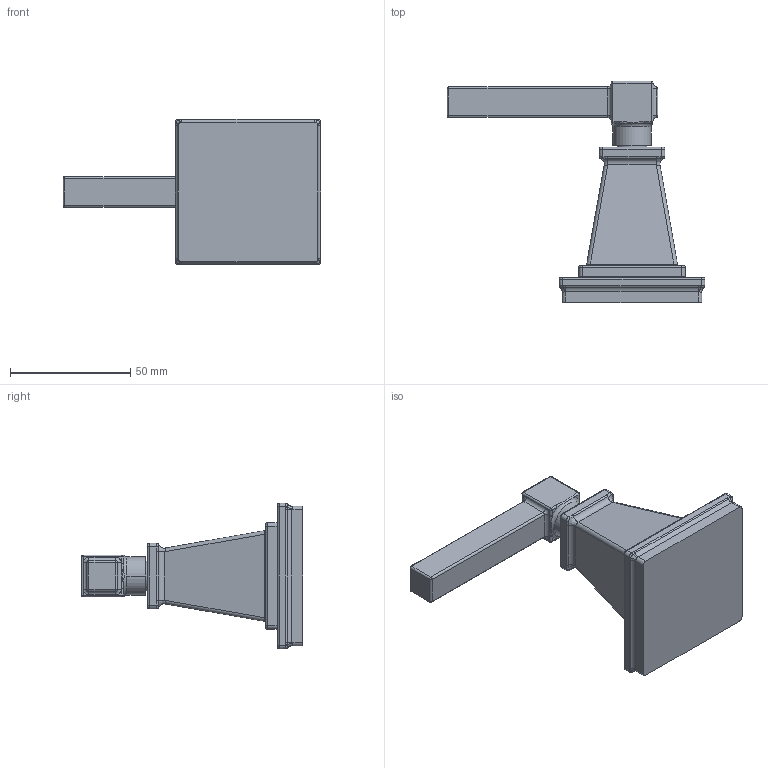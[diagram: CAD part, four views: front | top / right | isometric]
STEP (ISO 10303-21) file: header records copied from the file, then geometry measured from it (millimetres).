
FILE_DESCRIPTION((''),'2;1');
FILE_NAME('12556','2021-01-04T14:11:54',('jinson.thomas'),(''),'CREO PARAMETRIC BY PTC INC, 2018400','CREO PARAMETRIC BY PTC INC, 2018400','');
FILE_SCHEMA(('CONFIG_CONTROL_DESIGN'));
Length unit declared in the file: inch
Products named in the file (1): 12556
Bounding box: 107.35 x 92.16 x 60.71 mm (x, y, z)
Volume: 109641.5 mm3; surface area: 21954.5 mm2
Topology: 1 solids, 1 shells, 237 faces, 533 edges, 305 vertices
Faces by surface type: cylinder 96, bspline 69, plane 45, torus 15, sphere 12
Entity records: 9062 total; most frequent: CARTESIAN_POINT 4073, ORIENTED_EDGE 1066, DIRECTION 1010, EDGE_CURVE 533, AXIS2_PLACEMENT_3D 409, VERTEX_POINT 305, EDGE_LOOP 244, CIRCLE 241
